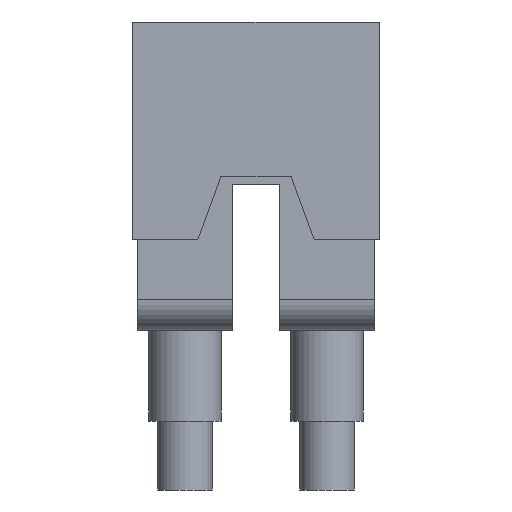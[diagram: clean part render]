
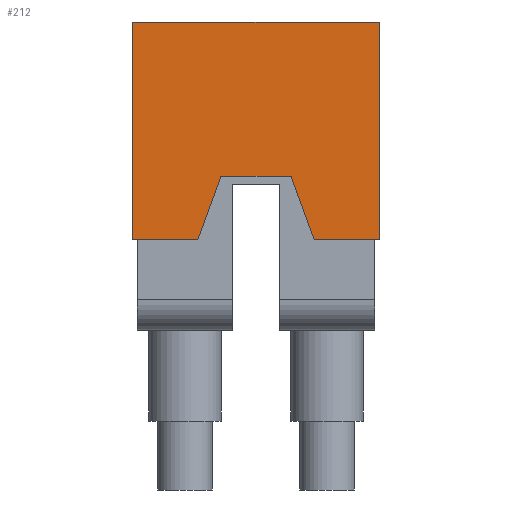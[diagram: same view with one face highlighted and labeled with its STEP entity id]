
A CAD part, front view. The second image highlights one B-rep face of the part: STEP entity #212.
In plain terms, the highlighted face is planar.
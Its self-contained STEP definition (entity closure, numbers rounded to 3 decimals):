
#212=ADVANCED_FACE('',(#303),#263,.F.);
#263=PLANE('',#1004);
#303=FACE_OUTER_BOUND('',#339,.T.);
#339=EDGE_LOOP('',(#436,#437,#438,#439,#440,#441,#442,#443));
#436=ORIENTED_EDGE('',*,*,#707,.F.);
#437=ORIENTED_EDGE('',*,*,#729,.F.);
#438=ORIENTED_EDGE('',*,*,#726,.F.);
#439=ORIENTED_EDGE('',*,*,#723,.F.);
#440=ORIENTED_EDGE('',*,*,#720,.F.);
#441=ORIENTED_EDGE('',*,*,#717,.F.);
#442=ORIENTED_EDGE('',*,*,#714,.F.);
#443=ORIENTED_EDGE('',*,*,#711,.F.);
#626=VERTEX_POINT('',#1331);
#627=VERTEX_POINT('',#1332);
#630=VERTEX_POINT('',#1340);
#632=VERTEX_POINT('',#1346);
#634=VERTEX_POINT('',#1352);
#636=VERTEX_POINT('',#1358);
#638=VERTEX_POINT('',#1364);
#640=VERTEX_POINT('',#1370);
#707=EDGE_CURVE('',#626,#627,#822,.T.);
#711=EDGE_CURVE('',#627,#630,#826,.T.);
#714=EDGE_CURVE('',#630,#632,#829,.T.);
#717=EDGE_CURVE('',#632,#634,#832,.T.);
#720=EDGE_CURVE('',#634,#636,#835,.T.);
#723=EDGE_CURVE('',#636,#638,#838,.T.);
#726=EDGE_CURVE('',#638,#640,#841,.T.);
#729=EDGE_CURVE('',#640,#626,#844,.T.);
#822=LINE('',#1330,#908);
#826=LINE('',#1339,#912);
#829=LINE('',#1345,#915);
#832=LINE('',#1351,#918);
#835=LINE('',#1357,#921);
#838=LINE('',#1363,#924);
#841=LINE('',#1369,#927);
#844=LINE('',#1375,#930);
#908=VECTOR('',#1079,1.);
#912=VECTOR('',#1085,1.);
#915=VECTOR('',#1090,1.);
#918=VECTOR('',#1095,1.);
#921=VECTOR('',#1100,1.);
#924=VECTOR('',#1105,1.);
#927=VECTOR('',#1110,1.);
#930=VECTOR('',#1115,1.);
#1004=AXIS2_PLACEMENT_3D('',#1379,#1121,#1122);
#1079=DIRECTION('',(0.,0.,-1.));
#1085=DIRECTION('',(0.,1.,0.));
#1090=DIRECTION('',(0.,0.342,0.94));
#1095=DIRECTION('',(0.,1.,0.));
#1100=DIRECTION('',(0.,0.342,-0.94));
#1105=DIRECTION('',(0.,1.,0.));
#1110=DIRECTION('',(0.,0.,1.));
#1115=DIRECTION('',(0.,-1.,0.));
#1121=DIRECTION('',(1.,0.,0.));
#1122=DIRECTION('',(0.,0.,-1.));
#1330=CARTESIAN_POINT('',(-1.,-6.8,6.));
#1331=CARTESIAN_POINT('',(-1.,-6.8,6.));
#1332=CARTESIAN_POINT('',(-1.,-6.8,-6.));
#1339=CARTESIAN_POINT('',(-1.,-6.8,-6.));
#1340=CARTESIAN_POINT('',(-1.,-3.204,-6.));
#1345=CARTESIAN_POINT('',(-1.,-3.204,-6.));
#1346=CARTESIAN_POINT('',(-1.,-1.93,-2.5));
#1351=CARTESIAN_POINT('',(-1.,-1.93,-2.5));
#1352=CARTESIAN_POINT('',(-1.,1.93,-2.5));
#1357=CARTESIAN_POINT('',(-1.,1.93,-2.5));
#1358=CARTESIAN_POINT('',(-1.,3.204,-6.));
#1363=CARTESIAN_POINT('',(-1.,3.204,-6.));
#1364=CARTESIAN_POINT('',(-1.,6.8,-6.));
#1369=CARTESIAN_POINT('',(-1.,6.8,-6.));
#1370=CARTESIAN_POINT('',(-1.,6.8,6.));
#1375=CARTESIAN_POINT('',(-1.,6.8,6.));
#1379=CARTESIAN_POINT('',(-1.,0.,0.));
